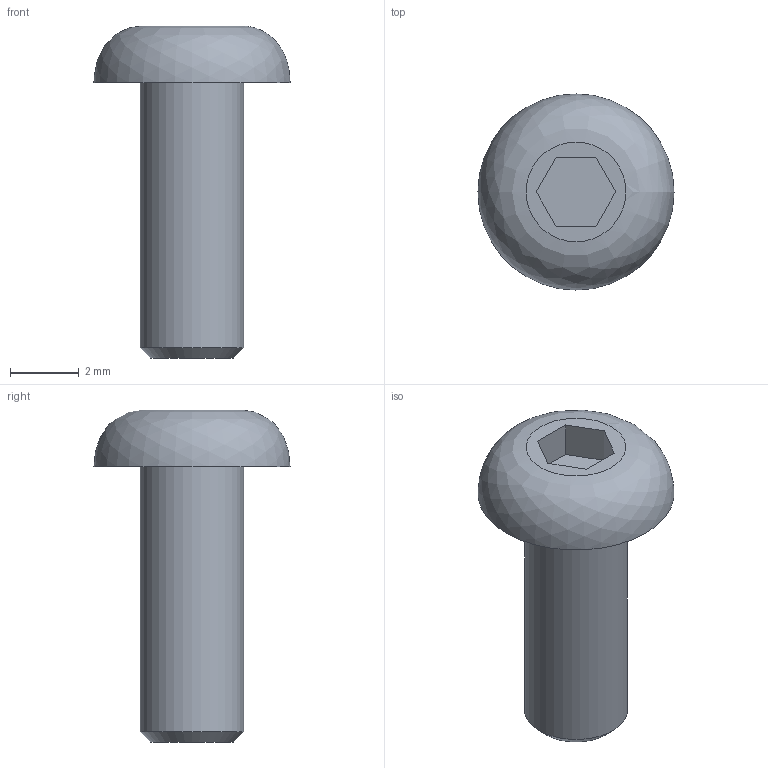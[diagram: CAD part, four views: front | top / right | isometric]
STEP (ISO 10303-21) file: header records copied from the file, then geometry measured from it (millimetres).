
FILE_DESCRIPTION(('FreeCAD Model'),'2;1');
FILE_NAME( 'hex_socket_button_head_M3x08.step', '2020-02-20T20:31:03',('Author'),(''), 'Open CASCADE STEP processor 7.3','FreeCAD','Unknown');
FILE_SCHEMA(('AUTOMOTIVE_DESIGN { 1 0 10303 214 1 1 1 1 }'));
Length unit declared in the file: millimetre
Products named in the file (1): VITE_TESTA_BOMBATA_ESAGONO_INCASSATO
Bounding box: 5.7 x 5.7 x 9.65 mm (x, y, z)
Volume: 87.2 mm3; surface area: 149.2 mm2
Topology: 1 solids, 1 shells, 13 faces, 26 edges, 17 vertices
Faces by surface type: plane 10, cone 1, cylinder 1, revolution 1
Full cylindrical faces by diameter (mm): 3 x1
Entity records: 783 total; most frequent: CARTESIAN_POINT 116, DIRECTION 109, LINE 68, VECTOR 68, ORIENTED_EDGE 52, PCURVE 52, DEFINITIONAL_REPRESENTATION 52, EDGE_CURVE 26
